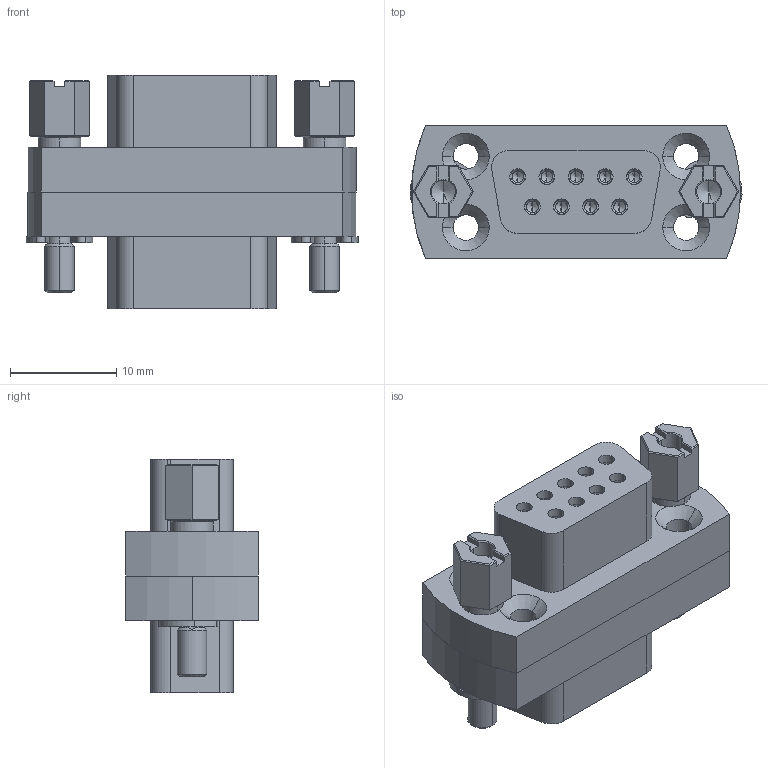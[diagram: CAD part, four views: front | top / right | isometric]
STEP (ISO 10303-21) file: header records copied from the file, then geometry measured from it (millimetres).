
FILE_DESCRIPTION (( 'STEP AP214' ), '1' );
FILE_NAME ('211-D09-GA-PK.STEP', '2014-06-10T08:13:30', ( 'allectra' ), ( 'Microsoft' ), 'SwSTEP 2.0', 'SolidWorks 2014', '' );
FILE_SCHEMA (( 'AUTOMOTIVE_DESIGN' ));
Length unit declared in the file: millimetre
Products named in the file (5): Lock washer DIN 6799 - 2.3_Lock washer DIN 6799 - 2.3; 9212-PINF-GA; 9211-GA-SCR_without back plate; 9211-FSX-PK-FP_9211-FS09-PK-FP; 211-D09-GA-PK
Assembly tree (15 placements, depth 2):
  211-D09-GA-PK
    9211-FSX-PK-FP_9211-FS09-PK-FP  x2
    9211-GA-SCR_without back plate  x2
    9212-PINF-GA  x9
    Lock washer DIN 6799 - 2.3_Lock washer DIN 6799 - 2.3  x2
Bounding box: 31.28 x 12.5 x 22 mm (x, y, z)
Volume: 4463.9 mm3; surface area: 6410.2 mm2
Topology: 15 solids, 15 shells, 844 faces, 2120 edges, 1302 vertices
Faces by surface type: cylinder 302, plane 286, cone 256
Entity records: 8150 total; most frequent: DIRECTION 1474, CARTESIAN_POINT 1415, ORIENTED_EDGE 1278, EDGE_CURVE 639, AXIS2_PLACEMENT_3D 577, VERTEX_POINT 392, LINE 320, VECTOR 320
